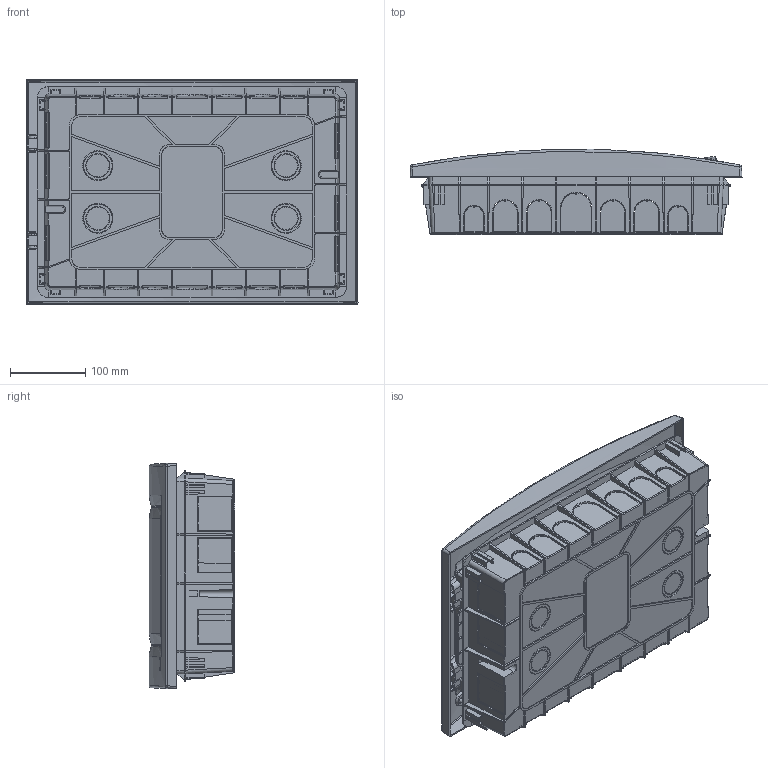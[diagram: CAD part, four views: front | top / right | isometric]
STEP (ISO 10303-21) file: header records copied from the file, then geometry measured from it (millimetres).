
FILE_DESCRIPTION (( 'STEP AP203' ), '1' );
FILE_NAME ('81518.STEP', '2016-01-13T12:31:57', ( '1' ), ( '' ), 'SwSTEP 2.0', 'SolidWorks 2012', '' );
FILE_SCHEMA (( 'CONFIG_CONTROL_DESIGN' ));
Products named in the file (13): 81518; _PABLO_IP40_INC_18_ASM_COMPLETO; MSBR-9-3; MSBR-8-3; MSBR-7-3; MSBR-6-3; MSBR-5-3; MSBR-4-4; MSBR-3-4; MSBR-2-4; MSBR-11-1; MSBR-10-1; MSBR-1-4
Assembly tree (12 placements, depth 2):
  81518
    MSBR-1-4
    MSBR-10-1
    MSBR-11-1
    MSBR-2-4
    MSBR-3-4
    MSBR-4-4
    MSBR-5-3
    MSBR-6-3
    MSBR-7-3
    MSBR-8-3
    MSBR-9-3
    _PABLO_IP40_INC_18_ASM_COMPLETO
Bounding box: 441 x 113.7 x 300 mm (x, y, z)
Volume: 996372.5 mm3; surface area: 1103591.5 mm2
Topology: 11 solids, 15 shells, 2768 faces, 7817 edges, 5020 vertices
Faces by surface type: plane 1575, cylinder 783, bspline 267, cone 143
Entity records: 121365 total; most frequent: CARTESIAN_POINT 57395, ORIENTED_EDGE 15602, DIRECTION 9100, EDGE_CURVE 7817, VERTEX_POINT 5020, B_SPLINE_CURVE_WITH_KNOTS 3872, LINE 3396, VECTOR 3396
